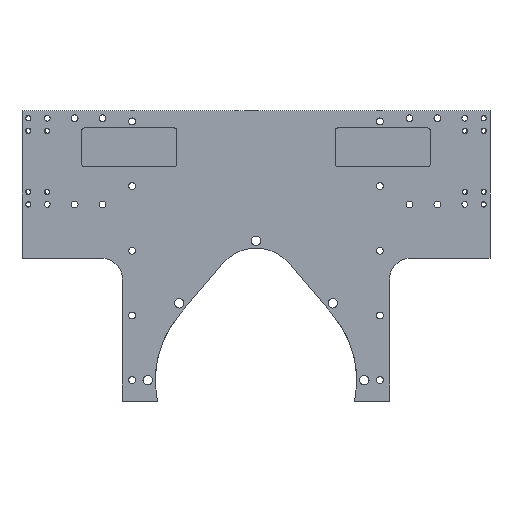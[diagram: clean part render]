
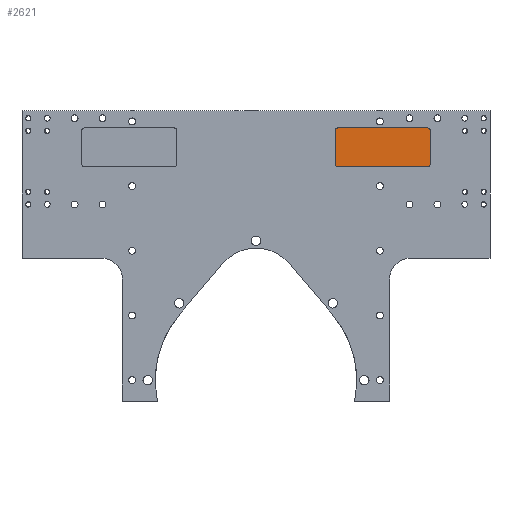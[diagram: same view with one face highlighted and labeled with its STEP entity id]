
A CAD part, front view. The second image highlights one B-rep face of the part: STEP entity #2621.
In plain terms, the highlighted planar face has unit normal (0, -1, 0).
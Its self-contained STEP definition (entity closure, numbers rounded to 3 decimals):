
#495=CARTESIAN_POINT('',(77.5,3.5,19.));
#496=DIRECTION('',(0.,-1.,0.));
#497=DIRECTION('',(-1.,0.,0.));
#498=AXIS2_PLACEMENT_3D('',#495,#496,#497);
#500=DIRECTION('',(0.,0.,-1.));
#501=VECTOR('',#500,32.734);
#502=CARTESIAN_POINT('',(75.5,3.5,51.734));
#503=LINE('',#502,#501);
#504=CARTESIAN_POINT('',(77.5,3.5,51.734));
#505=DIRECTION('',(0.,-1.,0.));
#506=DIRECTION('',(0.,0.,1.));
#507=AXIS2_PLACEMENT_3D('',#504,#505,#506);
#509=DIRECTION('',(-1.,0.,0.));
#510=VECTOR('',#509,86.);
#511=CARTESIAN_POINT('',(163.5,3.5,53.734));
#512=LINE('',#511,#510);
#513=CARTESIAN_POINT('',(163.5,3.5,51.734));
#514=DIRECTION('',(0.,-1.,0.));
#515=DIRECTION('',(1.,0.,0.));
#516=AXIS2_PLACEMENT_3D('',#513,#514,#515);
#518=DIRECTION('',(0.,0.,1.));
#519=VECTOR('',#518,32.734);
#520=CARTESIAN_POINT('',(165.5,3.5,19.));
#521=LINE('',#520,#519);
#522=CARTESIAN_POINT('',(163.5,3.5,19.));
#523=DIRECTION('',(0.,-1.,0.));
#524=DIRECTION('',(0.,0.,-1.));
#525=AXIS2_PLACEMENT_3D('',#522,#523,#524);
#527=DIRECTION('',(1.,0.,0.));
#528=VECTOR('',#527,86.);
#529=CARTESIAN_POINT('',(77.5,3.5,17.));
#530=LINE('',#529,#528);
#1843=CARTESIAN_POINT('',(75.5,3.5,19.));
#1844=CARTESIAN_POINT('',(77.5,3.5,17.));
#1845=VERTEX_POINT('',#1843);
#1846=VERTEX_POINT('',#1844);
#1851=CARTESIAN_POINT('',(77.5,3.5,53.734));
#1852=CARTESIAN_POINT('',(75.5,3.5,51.734));
#1853=VERTEX_POINT('',#1851);
#1854=VERTEX_POINT('',#1852);
#1859=CARTESIAN_POINT('',(163.5,3.5,17.));
#1860=CARTESIAN_POINT('',(165.5,3.5,19.));
#1861=VERTEX_POINT('',#1859);
#1862=VERTEX_POINT('',#1860);
#1867=CARTESIAN_POINT('',(165.5,3.5,51.734));
#1868=CARTESIAN_POINT('',(163.5,3.5,53.734));
#1869=VERTEX_POINT('',#1867);
#1870=VERTEX_POINT('',#1868);
#2600=CARTESIAN_POINT('',(0.,3.5,0.));
#2601=DIRECTION('',(0.,-1.,0.));
#2602=DIRECTION('',(-1.,0.,0.));
#2603=AXIS2_PLACEMENT_3D('',#2600,#2601,#2602);
#2604=PLANE('',#2603);
#2606=ORIENTED_EDGE('',*,*,#2605,.F.);
#2608=ORIENTED_EDGE('',*,*,#2607,.F.);
#2609=ORIENTED_EDGE('',*,*,#2591,.F.);
#2610=ORIENTED_EDGE('',*,*,#2581,.F.);
#2612=ORIENTED_EDGE('',*,*,#2611,.F.);
#2614=ORIENTED_EDGE('',*,*,#2613,.F.);
#2616=ORIENTED_EDGE('',*,*,#2615,.F.);
#2618=ORIENTED_EDGE('',*,*,#2617,.F.);
#2619=EDGE_LOOP('',(#2606,#2608,#2609,#2610,#2612,#2614,#2616,#2618));
#2620=FACE_OUTER_BOUND('',#2619,.F.);
#2621=ADVANCED_FACE('',(#2620),#2604,.T.);
#499=CIRCLE('',#498,2.);
#508=CIRCLE('',#507,2.);
#517=CIRCLE('',#516,2.);
#526=CIRCLE('',#525,2.);
#2581=EDGE_CURVE('',#1870,#1853,#512,.T.);
#2591=EDGE_CURVE('',#1853,#1854,#508,.T.);
#2605=EDGE_CURVE('',#1845,#1846,#499,.T.);
#2607=EDGE_CURVE('',#1854,#1845,#503,.T.);
#2611=EDGE_CURVE('',#1869,#1870,#517,.T.);
#2613=EDGE_CURVE('',#1862,#1869,#521,.T.);
#2615=EDGE_CURVE('',#1861,#1862,#526,.T.);
#2617=EDGE_CURVE('',#1846,#1861,#530,.T.);
